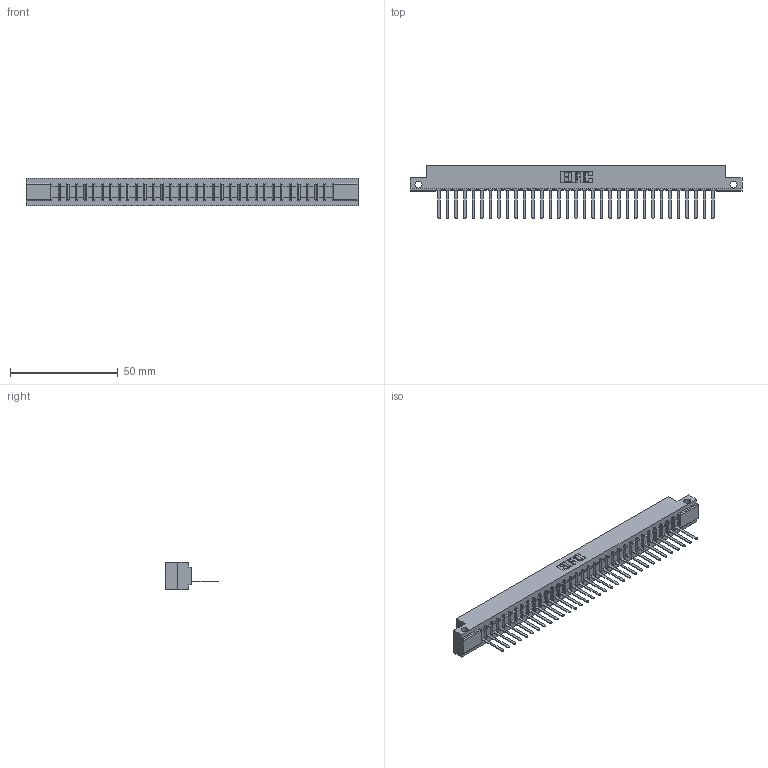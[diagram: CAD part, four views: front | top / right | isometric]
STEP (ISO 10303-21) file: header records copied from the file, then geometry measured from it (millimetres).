
FILE_DESCRIPTION (( 'STEP AP203' ), '1' );
FILE_NAME ('307-033-441-112.STEP', '2020-09-28T19:29:27', ( '' ), ( '' ), 'SwSTEP 2.0', 'SolidWorks 2020', '' );
FILE_SCHEMA (( 'CONFIG_CONTROL_DESIGN' ));
Length unit declared in the file: inch
Products named in the file (3): 307 Part_.128 Dia Side Mounting Holes; 307-033-441-112; 307-290-002_541
Assembly tree (34 placements, depth 2):
  307-033-441-112
    307 Part_.128 Dia Side Mounting Holes
    307-290-002_541  x33
Bounding box: 153.77 x 24.59 x 12.7 mm (x, y, z)
Volume: 16339.4 mm3; surface area: 20935.9 mm2
Topology: 34 solids, 34 shells, 2594 faces, 7979 edges, 5226 vertices
Faces by surface type: plane 1555, cylinder 971, sphere 68
Entity records: 30120 total; most frequent: CARTESIAN_POINT 5080, ORIENTED_EDGE 5070, DIRECTION 4939, EDGE_CURVE 2535, LINE 1937, VECTOR 1937, VERTEX_POINT 1642, AXIS2_PLACEMENT_3D 1501
